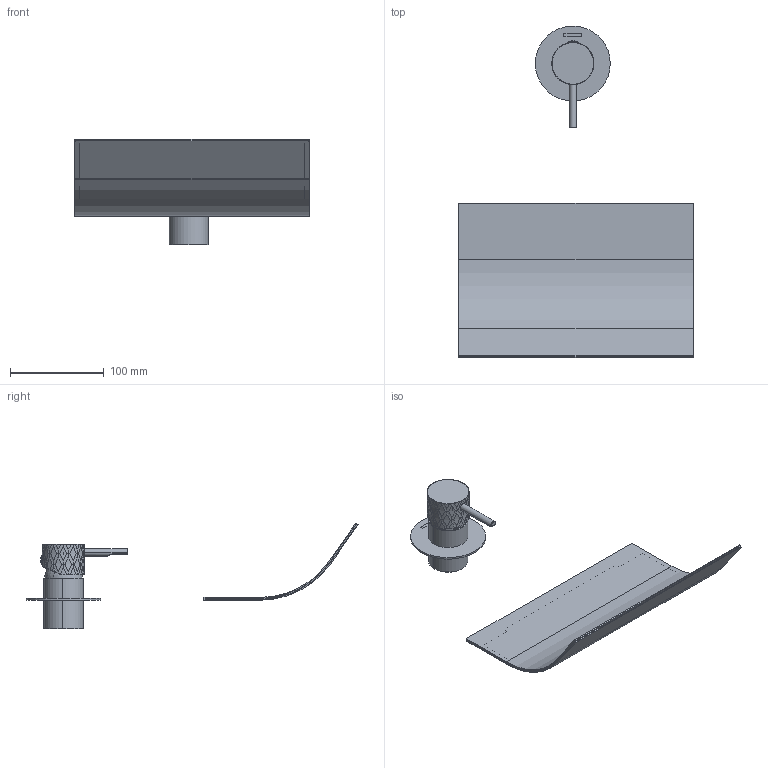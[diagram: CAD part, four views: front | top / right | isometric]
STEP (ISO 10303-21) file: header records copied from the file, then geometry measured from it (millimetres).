
FILE_DESCRIPTION (( 'STEP AP203' ), '1' );
FILE_NAME ('59AP09444.STEP', '2023-12-19T10:13:52', ( '' ), ( '' ), 'SwSTEP 2.0', 'SolidWorks 2021', '' );
FILE_SCHEMA (( 'CONFIG_CONTROL_DESIGN' ));
Length unit declared in the file: millimetre
Products named in the file (1): 59AP09444
Bounding box: 250 x 354.32 x 112.84 mm (x, y, z)
Volume: 140830.6 mm3; surface area: 253720.6 mm2
Topology: 9 solids, 9 shells, 365 faces, 988 edges, 622 vertices
Faces by surface type: cylinder 155, bspline 94, plane 79, cone 26, torus 9, sphere 2
Entity records: 24031 total; most frequent: CARTESIAN_POINT 16047, ORIENTED_EDGE 1920, DIRECTION 1234, EDGE_CURVE 960, VERTEX_POINT 622, AXIS2_PLACEMENT_3D 490, B_SPLINE_CURVE_WITH_KNOTS 434, EDGE_LOOP 392
